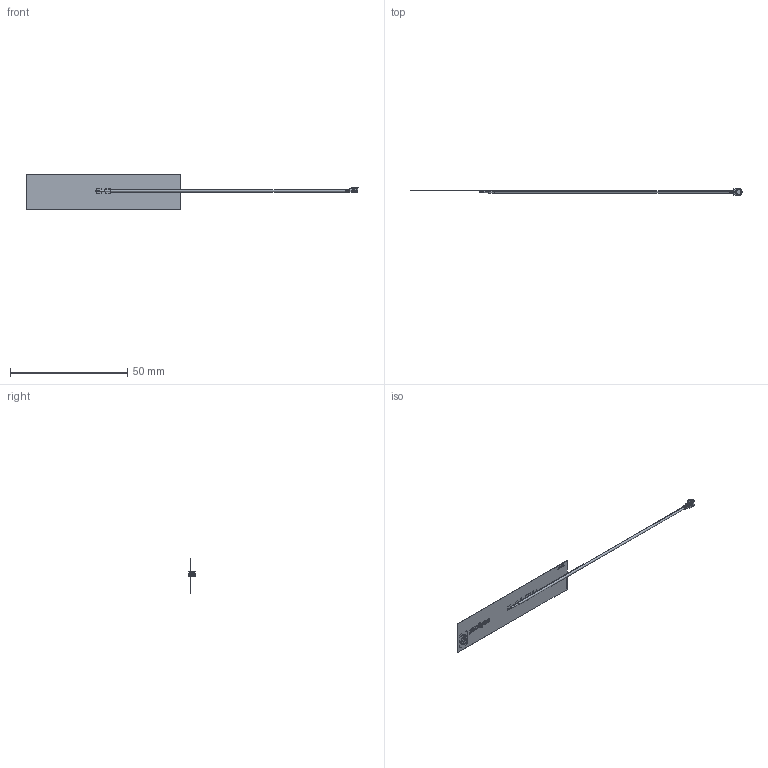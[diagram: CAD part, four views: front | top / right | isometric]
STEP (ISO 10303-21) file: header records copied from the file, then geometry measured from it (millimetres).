
FILE_DESCRIPTION (( 'STEP AP214' ), '1' );
FILE_NAME ('PC11.07.0100A_Web.STEP', '2022-03-21T15:40:48', ( '' ), ( '' ), 'SwSTEP 2.0', 'SolidWorks 2018', '' );
FILE_SCHEMA (( 'AUTOMOTIVE_DESIGN' ));
Length unit declared in the file: millimetre
Products named in the file (1): PC11.07.0100A_Web
Bounding box: 141.45 x 3 x 15 mm (x, y, z)
Surface area: 2445.2 mm2 (no closed solid volume)
Topology: 0 solids, 46 shells, 243 faces, 1199 edges, 970 vertices
Faces by surface type: plane 156, cylinder 61, torus 14, bspline 12
Entity records: 15879 total; most frequent: CARTESIAN_POINT 4758, ORIENTED_EDGE 1624, DIRECTION 1461, EDGE_CURVE 1199, VERTEX_POINT 970, VECTOR 625, LINE 625, AXIS2_PLACEMENT_3D 418
